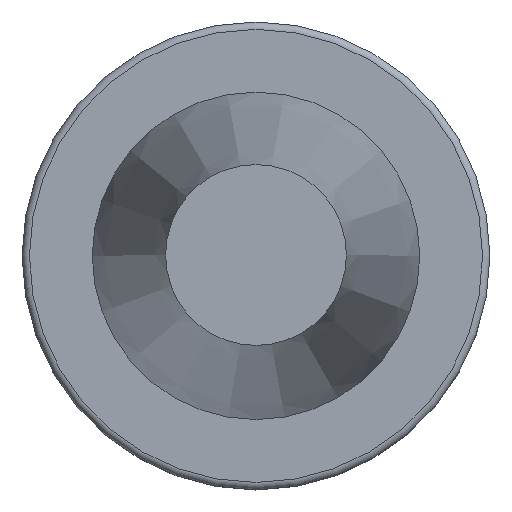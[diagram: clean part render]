
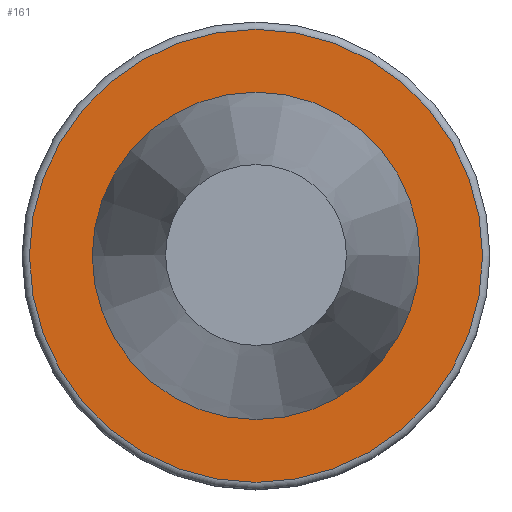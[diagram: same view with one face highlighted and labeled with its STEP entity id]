
A CAD part, top view. The second image highlights one B-rep face of the part: STEP entity #161.
In plain terms, the highlighted planar face has unit normal (0, 0, 1).
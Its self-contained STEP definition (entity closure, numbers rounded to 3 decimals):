
#121=FACE_BOUND('',#243,.T.);
#122=FACE_BOUND('',#244,.T.);
#161=ADVANCED_FACE('',(#121,#122),#176,.F.);
#176=PLANE('',#498);
#243=EDGE_LOOP('',(#315));
#244=EDGE_LOOP('',(#316));
#315=ORIENTED_EDGE('',*,*,#392,.F.);
#316=ORIENTED_EDGE('',*,*,#391,.T.);
#355=VERTEX_POINT('',#749);
#356=VERTEX_POINT('',#752);
#391=EDGE_CURVE('',#355,#355,#427,.T.);
#392=EDGE_CURVE('',#356,#356,#428,.T.);
#427=CIRCLE('',#495,30.75);
#428=CIRCLE('',#497,21.925);
#495=AXIS2_PLACEMENT_3D('',#748,#632,#633);
#497=AXIS2_PLACEMENT_3D('',#751,#636,#637);
#498=AXIS2_PLACEMENT_3D('',#753,#638,#639);
#632=DIRECTION('',(0.0,0.0,1.0));
#633=DIRECTION('',(1.0,0.0,0.0));
#636=DIRECTION('',(0.0,0.0,1.0));
#637=DIRECTION('',(1.0,0.0,0.0));
#638=DIRECTION('',(0.0,0.0,-1.0));
#639=DIRECTION('',(-1.0,0.0,0.0));
#748=CARTESIAN_POINT('',(0.0,0.0,-1.0));
#749=CARTESIAN_POINT('',(30.75,0.0,-1.0));
#751=CARTESIAN_POINT('',(0.0,0.0,-1.0));
#752=CARTESIAN_POINT('',(21.925,0.0,-1.0));
#753=CARTESIAN_POINT('',(0.0,-30.75,-1.0));
